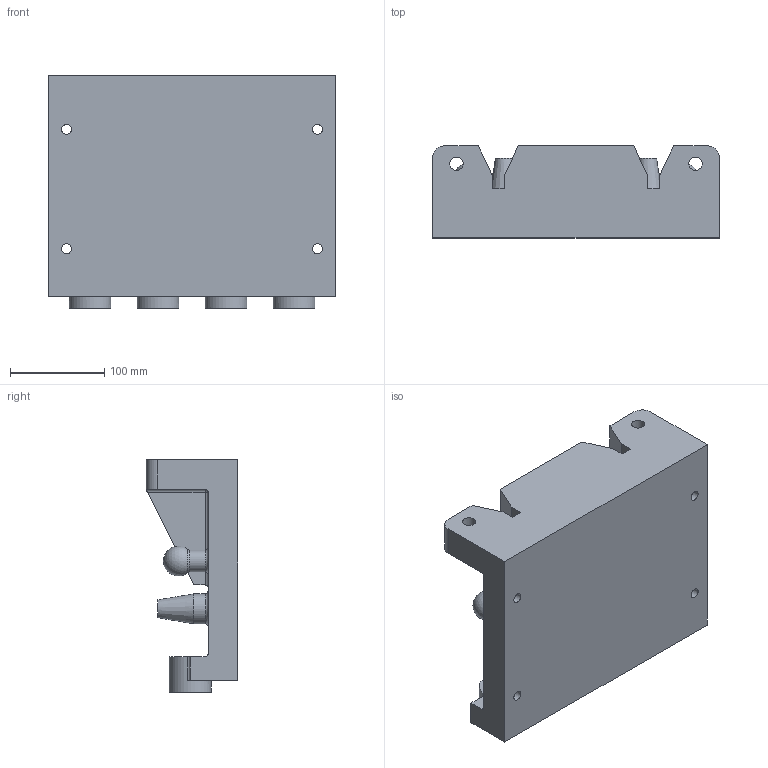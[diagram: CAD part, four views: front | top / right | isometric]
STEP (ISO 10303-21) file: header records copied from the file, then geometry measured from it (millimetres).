
FILE_DESCRIPTION(('FTC-06 geometry only from the NIST MBE PMI Validation and Conformance Testing Project - go.usa.gov/mGVm'),'2;1');
FILE_NAME('nist_ftc_06_asme1.stp','2015-05-27T17:43:46',(''),(''),'','','');
FILE_SCHEMA (('AP203_CONFIGURATION_CONTROLLED_3D_DESIGN_OF_MECHANICAL_PARTS_AND_ASSEMBLIES_MIM_LF { 1 0 10303 403 2 1 2}'));
Length unit declared in the file: inch
Products named in the file (1): nist_ftc_06_asme1_rd
Bounding box: 304.8 x 97.79 x 247.65 mm (x, y, z)
Volume: 3323546.1 mm3; surface area: 283415.4 mm2
Topology: 1 solids, 1 shells, 144 faces, 454 edges, 426 vertices
Faces by surface type: plane 71, cylinder 58, torus 6, sphere 5, cone 4
Full cylindrical faces by diameter (mm): 6.35 x2, 7.137 x4, 10.16 x4, 10.541 x4, 14.287 x2, 15.875 x4, 20.637 x2, 22.86 x2, 31.75 x2, 44.45 x4
Entity records: 4986 total; most frequent: DIRECTION 817, CARTESIAN_POINT 789, ORIENTED_EDGE 620, EDGE_CURVE 310, AXIS2_PLACEMENT_3D 289, LINE 239, VECTOR 239, VERTEX_POINT 227
